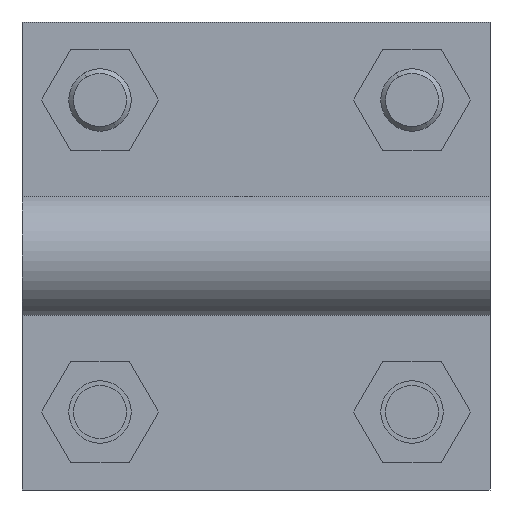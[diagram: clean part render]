
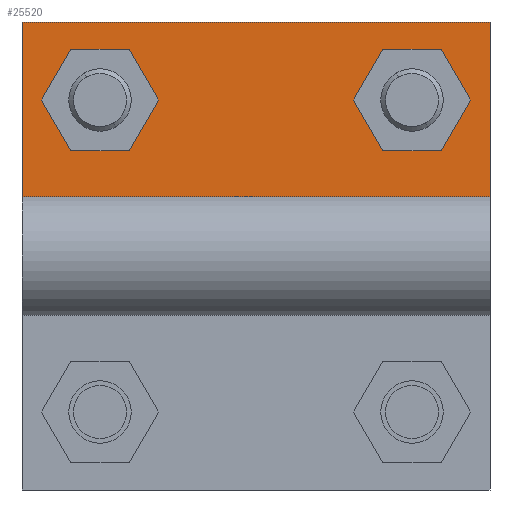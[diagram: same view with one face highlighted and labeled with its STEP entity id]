
A CAD part, front view. The second image highlights one B-rep face of the part: STEP entity #25520.
In plain terms, the highlighted face is planar.
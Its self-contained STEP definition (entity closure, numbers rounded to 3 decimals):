
#20790=CARTESIAN_POINT('',(73.468,8.258,0.));
#20800=VERTEX_POINT('',#20790);
#20830=CARTESIAN_POINT('',(0.,8.258,-0.));
#20840=DIRECTION('',(1.,-0.,-0.));
#20850=VECTOR('',#20840,1.);
#20860=LINE('',#20830,#20850);
#20870=CARTESIAN_POINT('',(51.068,8.258,0.));
#20880=VERTEX_POINT('',#20870);
#20890=EDGE_CURVE('',#20880,#20800,#20860,.T.);
#21390=CARTESIAN_POINT('',(51.068,8.258,60.));
#21400=DIRECTION('',(0.,0.,1.));
#21410=VECTOR('',#21400,1.);
#21420=LINE('',#21390,#21410);
#21430=CARTESIAN_POINT('',(51.068,8.258,60.));
#21440=VERTEX_POINT('',#21430);
#21450=EDGE_CURVE('',#20880,#21440,#21420,.T.);
#22480=CARTESIAN_POINT('',(0.,8.258,60.));
#22490=DIRECTION('',(1.,0.,-0.));
#22500=VECTOR('',#22490,1.);
#22510=LINE('',#22480,#22500);
#22520=CARTESIAN_POINT('',(73.468,8.258,60.));
#22530=VERTEX_POINT('',#22520);
#22540=EDGE_CURVE('',#21440,#22530,#22510,.T.);
#24580=CARTESIAN_POINT('',(73.468,8.258,0.));
#24590=DIRECTION('',(0.,0.,-1.));
#24600=VECTOR('',#24590,1.);
#24610=LINE('',#24580,#24600);
#24620=EDGE_CURVE('',#22530,#20800,#24610,.T.);
#24980=CARTESIAN_POINT('',(58.968,8.258,10.));
#24990=VERTEX_POINT('',#24980);
#25020=CARTESIAN_POINT('',(63.468,8.258,10.));
#25030=DIRECTION('',(0.,1.,0.));
#25040=DIRECTION('',(-1.,0.,0.));
#25050=AXIS2_PLACEMENT_3D('',#25020,#25030,#25040);
#25060=CIRCLE('',#25050,4.5);
#25070=CARTESIAN_POINT('',(67.968,8.258,10.));
#25080=VERTEX_POINT('',#25070);
#25090=EDGE_CURVE('',#25080,#24990,#25060,.T.);
#25210=CARTESIAN_POINT('',(73.468,8.258,-6.));
#25220=DIRECTION('',(-0.,-1.,-0.));
#25230=DIRECTION('',(-1.,0.,0.));
#25240=AXIS2_PLACEMENT_3D('',#25210,#25220,#25230);
#25250=PLANE('',#25240);
#25260=EDGE_CURVE('',#24990,#25080,#25060,.T.);
#25270=ORIENTED_EDGE('',*,*,#25260,.F.);
#25280=ORIENTED_EDGE('',*,*,#25090,.F.);
#25290=EDGE_LOOP('',(#25280,#25270));
#25300=FACE_BOUND('',#25290,.T.);
#25310=CARTESIAN_POINT('',(63.468,8.258,50.));
#25320=DIRECTION('',(0.,1.,0.));
#25330=DIRECTION('',(-1.,0.,0.));
#25340=AXIS2_PLACEMENT_3D('',#25310,#25320,#25330);
#25350=CIRCLE('',#25340,4.5);
#25360=CARTESIAN_POINT('',(58.968,8.258,50.));
#25370=VERTEX_POINT('',#25360);
#25380=CARTESIAN_POINT('',(67.968,8.258,50.));
#25390=VERTEX_POINT('',#25380);
#25400=EDGE_CURVE('',#25370,#25390,#25350,.T.);
#25410=ORIENTED_EDGE('',*,*,#25400,.F.);
#25420=EDGE_CURVE('',#25390,#25370,#25350,.T.);
#25430=ORIENTED_EDGE('',*,*,#25420,.F.);
#25440=EDGE_LOOP('',(#25430,#25410));
#25450=FACE_BOUND('',#25440,.T.);
#25460=ORIENTED_EDGE('',*,*,#21450,.T.);
#25470=ORIENTED_EDGE('',*,*,#20890,.F.);
#25480=ORIENTED_EDGE('',*,*,#24620,.T.);
#25490=ORIENTED_EDGE('',*,*,#22540,.T.);
#25500=EDGE_LOOP('',(#25490,#25480,#25470,#25460));
#25510=FACE_OUTER_BOUND('',#25500,.T.);
#25520=ADVANCED_FACE('',(#25300,#25450,#25510),#25250,.F.);
